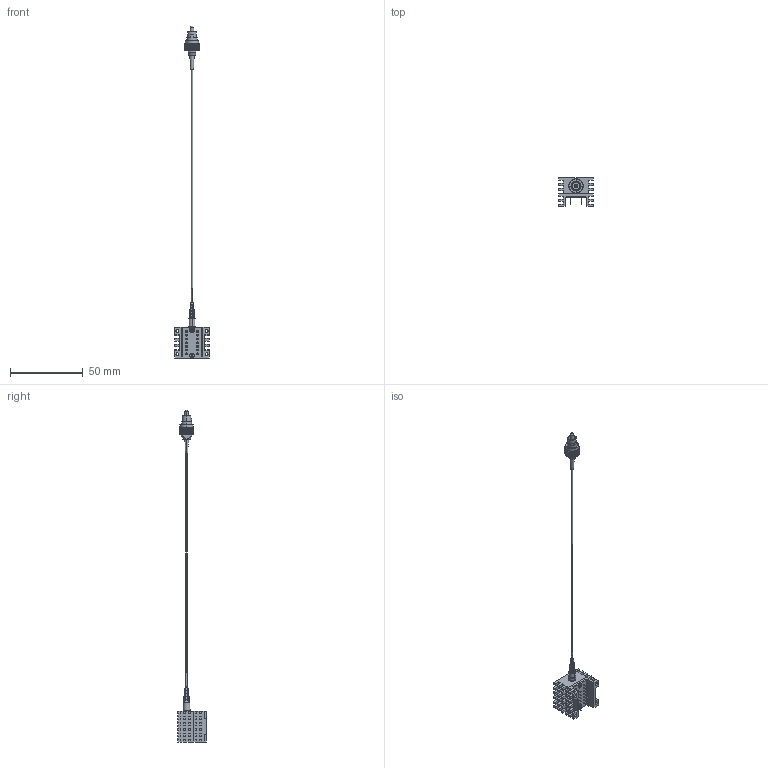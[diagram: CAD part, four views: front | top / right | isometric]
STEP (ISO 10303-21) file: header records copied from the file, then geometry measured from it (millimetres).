
FILE_DESCRIPTION (( 'STEP AP203' ), '1' );
FILE_NAME ('40.12.2203-E-fiberconn.STEP', '2022-03-12T10:55:27', ( '' ), ( '' ), 'SwSTEP 2.0', 'SolidWorks 2019', '' );
FILE_SCHEMA (( 'CONFIG_CONTROL_DESIGN' ));
Length unit declared in the file: millimetre
Products named in the file (8): N17-boot; 05.001.2112; SCREW-M1.4-5; 40.12.2203-E-fiberconn; 06.509.2112; 06.510.2112; CONNECTOR; 05.003.2112
Assembly tree (8 placements, depth 2):
  40.12.2203-E-fiberconn
    06.509.2112
    06.510.2112
    05.003.2112
    N17-boot
    05.001.2112
    SCREW-M1.4-5  x2
    CONNECTOR
Bounding box: 24 x 19.7 x 227.8 mm (x, y, z)
Volume: 5423.3 mm3; surface area: 7959.4 mm2
Topology: 22 solids, 22 shells, 818 faces, 2102 edges, 1378 vertices
Faces by surface type: plane 549, cylinder 216, cone 44, torus 6, bspline 3
Entity records: 26044 total; most frequent: CARTESIAN_POINT 5432, ORIENTED_EDGE 4096, DIRECTION 4006, EDGE_CURVE 2048, LINE 1508, VECTOR 1508, VERTEX_POINT 1346, AXIS2_PLACEMENT_3D 1249
